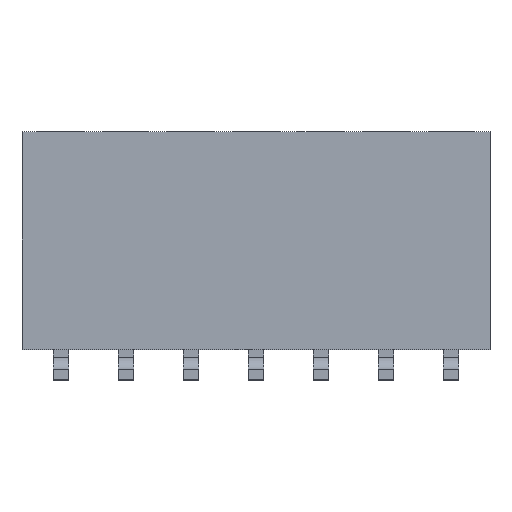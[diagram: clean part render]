
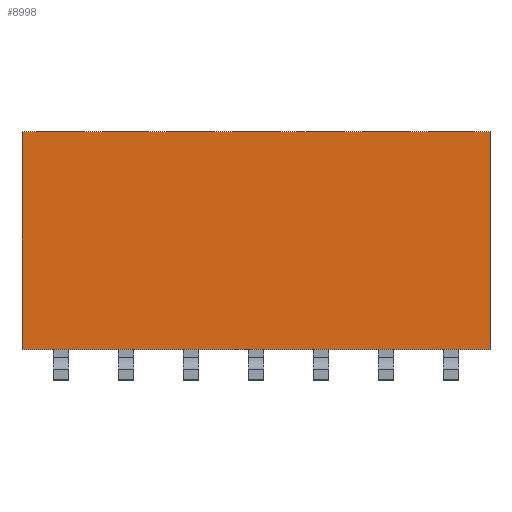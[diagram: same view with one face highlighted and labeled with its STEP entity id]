
A CAD part, top view. The second image highlights one B-rep face of the part: STEP entity #8998.
In plain terms, the highlighted planar face has unit normal (0, 0, 1).
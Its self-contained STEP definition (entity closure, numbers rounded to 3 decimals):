
#5 = VECTOR ( 'NONE', #517, 1000. ) ;
#40 = DIRECTION ( 'NONE',  ( 0., 0., 1. ) ) ;
#385 = VECTOR ( 'NONE', #9589, 1000. ) ;
#441 = CARTESIAN_POINT ( 'NONE',  ( -9.14, 1.2, 2.5 ) ) ;
#479 = EDGE_LOOP ( 'NONE', ( #9696, #9363, #4208, #2569 ) ) ;
#517 = DIRECTION ( 'NONE',  ( 0., -1., 0. ) ) ;
#728 = AXIS2_PLACEMENT_3D ( 'NONE', #4464, #40, #5332 ) ;
#811 = DIRECTION ( 'NONE',  ( 1., 0., 0. ) ) ;
#867 = LINE ( 'NONE', #3273, #988 ) ;
#988 = VECTOR ( 'NONE', #1018, 1000. ) ;
#1018 = DIRECTION ( 'NONE',  ( 0., -1., 0. ) ) ;
#2367 = LINE ( 'NONE', #4351, #385 ) ;
#2465 = LINE ( 'NONE', #7227, #5 ) ;
#2569 = ORIENTED_EDGE ( 'NONE', *, *, #8235, .T. ) ;
#3065 = VERTEX_POINT ( 'NONE', #9328 ) ;
#3265 = EDGE_CURVE ( 'NONE', #3065, #4977, #2367, .T. ) ;
#3273 = CARTESIAN_POINT ( 'NONE',  ( -9.14, 1.2, 2.5 ) ) ;
#3795 = PLANE ( 'NONE',  #728 ) ;
#3871 = VECTOR ( 'NONE', #811, 1000. ) ;
#4208 = ORIENTED_EDGE ( 'NONE', *, *, #7763, .T. ) ;
#4351 = CARTESIAN_POINT ( 'NONE',  ( -9.14, 9.7, 2.5 ) ) ;
#4464 = CARTESIAN_POINT ( 'NONE',  ( -9.14, 1.2, 2.5 ) ) ;
#4977 = VERTEX_POINT ( 'NONE', #8116 ) ;
#5332 = DIRECTION ( 'NONE',  ( 1., 0., 0. ) ) ;
#5512 = EDGE_CURVE ( 'NONE', #4977, #7081, #2465, .T. ) ;
#7081 = VERTEX_POINT ( 'NONE', #8348 ) ;
#7227 = CARTESIAN_POINT ( 'NONE',  ( 9.14, 1.2, 2.5 ) ) ;
#7283 = VERTEX_POINT ( 'NONE', #441 ) ;
#7481 = FACE_OUTER_BOUND ( 'NONE', #479, .T. ) ;
#7552 = CARTESIAN_POINT ( 'NONE',  ( -9.14, 1.2, 2.5 ) ) ;
#7763 = EDGE_CURVE ( 'NONE', #3065, #7283, #867, .T. ) ;
#8105 = LINE ( 'NONE', #7552, #3871 ) ;
#8116 = CARTESIAN_POINT ( 'NONE',  ( 9.14, 9.7, 2.5 ) ) ;
#8235 = EDGE_CURVE ( 'NONE', #7283, #7081, #8105, .T. ) ;
#8348 = CARTESIAN_POINT ( 'NONE',  ( 9.14, 1.2, 2.5 ) ) ;
#8998 = ADVANCED_FACE ( 'NONE', ( #7481 ), #3795, .T. ) ;
#9328 = CARTESIAN_POINT ( 'NONE',  ( -9.14, 9.7, 2.5 ) ) ;
#9363 = ORIENTED_EDGE ( 'NONE', *, *, #3265, .F. ) ;
#9589 = DIRECTION ( 'NONE',  ( 1., 0., 0. ) ) ;
#9696 = ORIENTED_EDGE ( 'NONE', *, *, #5512, .F. ) ;
